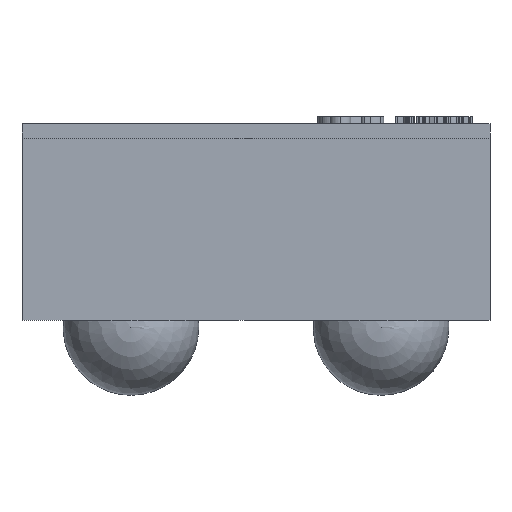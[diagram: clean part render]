
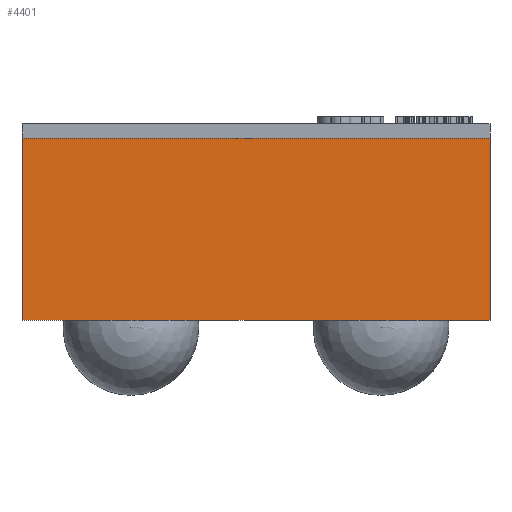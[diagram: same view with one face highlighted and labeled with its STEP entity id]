
A CAD part, front view. The second image highlights one B-rep face of the part: STEP entity #4401.
In plain terms, the highlighted planar face has unit normal (0, -1, 0).
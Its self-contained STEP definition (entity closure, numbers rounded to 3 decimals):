
#813 = CARTESIAN_POINT ( 'NONE',  ( 0.327, -0.328, 0. ) ) ;
#1094 = ORIENTED_EDGE ( 'NONE', *, *, #10741, .T. ) ;
#1982 = CARTESIAN_POINT ( 'NONE',  ( 0.327, -0.328, -0.255 ) ) ;
#3172 = DIRECTION ( 'NONE',  ( 0., 0., 1. ) ) ;
#3230 = LINE ( 'NONE', #10124, #4817 ) ;
#4278 = EDGE_CURVE ( 'NONE', #11972, #9439, #6574, .T. ) ;
#4393 = VERTEX_POINT ( 'NONE', #11501 ) ;
#4401 = ADVANCED_FACE ( 'NONE', ( #6199 ), #13709, .F. ) ;
#4532 = EDGE_CURVE ( 'NONE', #11972, #4393, #5447, .T. ) ;
#4817 = VECTOR ( 'NONE', #5738, 1000. ) ;
#5044 = EDGE_LOOP ( 'NONE', ( #1094, #11173, #13739, #11158 ) ) ;
#5447 = LINE ( 'NONE', #8842, #8749 ) ;
#5686 = AXIS2_PLACEMENT_3D ( 'NONE', #1982, #10791, #9678 ) ;
#5738 = DIRECTION ( 'NONE',  ( 0., 0., 1. ) ) ;
#5921 = CARTESIAN_POINT ( 'NONE',  ( -0.328, -0.328, 0. ) ) ;
#6199 = FACE_OUTER_BOUND ( 'NONE', #5044, .T. ) ;
#6480 = VECTOR ( 'NONE', #6984, 1000. ) ;
#6574 = LINE ( 'NONE', #9913, #13659 ) ;
#6984 = DIRECTION ( 'NONE',  ( -1., 0., 0. ) ) ;
#7216 = LINE ( 'NONE', #9438, #6480 ) ;
#8497 = CARTESIAN_POINT ( 'NONE',  ( 0.327, -0.328, -0.255 ) ) ;
#8749 = VECTOR ( 'NONE', #9973, 1000. ) ;
#8842 = CARTESIAN_POINT ( 'NONE',  ( 0.327, -0.328, -0.255 ) ) ;
#9438 = CARTESIAN_POINT ( 'NONE',  ( 0.327, -0.328, 0. ) ) ;
#9439 = VERTEX_POINT ( 'NONE', #813 ) ;
#9678 = DIRECTION ( 'NONE',  ( 0., 0., 1. ) ) ;
#9913 = CARTESIAN_POINT ( 'NONE',  ( 0.327, -0.328, -0.255 ) ) ;
#9973 = DIRECTION ( 'NONE',  ( -1., 0., 0. ) ) ;
#10124 = CARTESIAN_POINT ( 'NONE',  ( -0.328, -0.328, -0.255 ) ) ;
#10548 = EDGE_CURVE ( 'NONE', #4393, #14020, #3230, .T. ) ;
#10741 = EDGE_CURVE ( 'NONE', #9439, #14020, #7216, .T. ) ;
#10791 = DIRECTION ( 'NONE',  ( 0., 1., 0. ) ) ;
#11158 = ORIENTED_EDGE ( 'NONE', *, *, #4278, .T. ) ;
#11173 = ORIENTED_EDGE ( 'NONE', *, *, #10548, .F. ) ;
#11501 = CARTESIAN_POINT ( 'NONE',  ( -0.328, -0.328, -0.255 ) ) ;
#11972 = VERTEX_POINT ( 'NONE', #8497 ) ;
#13659 = VECTOR ( 'NONE', #3172, 1000. ) ;
#13709 = PLANE ( 'NONE',  #5686 ) ;
#13739 = ORIENTED_EDGE ( 'NONE', *, *, #4532, .F. ) ;
#14020 = VERTEX_POINT ( 'NONE', #5921 ) ;
